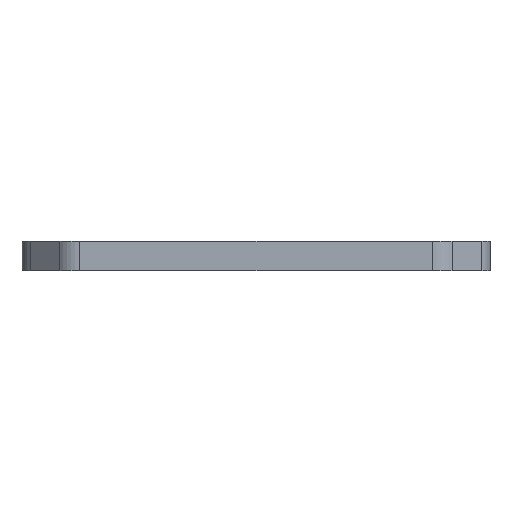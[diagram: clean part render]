
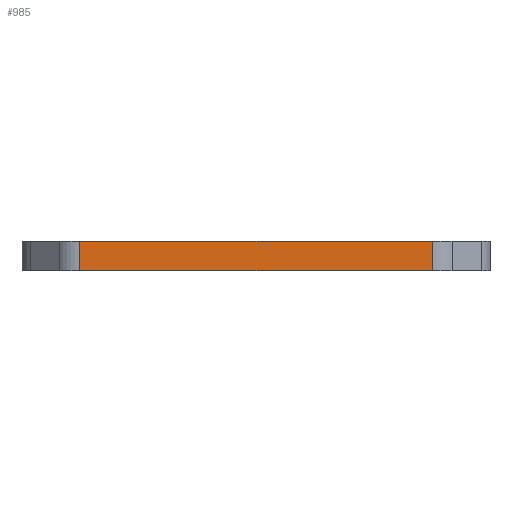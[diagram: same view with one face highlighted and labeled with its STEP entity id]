
A CAD part, left-side view. The second image highlights one B-rep face of the part: STEP entity #985.
In plain terms, the highlighted planar face has unit normal (-1, 0, 0).
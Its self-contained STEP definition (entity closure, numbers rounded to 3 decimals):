
#63 = LINE ( 'NONE', #916, #207 ) ;
#128 = VERTEX_POINT ( 'NONE', #1537 ) ;
#168 = CARTESIAN_POINT ( 'NONE',  ( -38.1, -19.157, -3.175 ) ) ;
#207 = VECTOR ( 'NONE', #766, 1000. ) ;
#222 = VERTEX_POINT ( 'NONE', #306 ) ;
#268 = EDGE_LOOP ( 'NONE', ( #1928, #1911, #1946, #742 ) ) ;
#306 = CARTESIAN_POINT ( 'NONE',  ( -38.1, -19.157, 0. ) ) ;
#389 = LINE ( 'NONE', #869, #1515 ) ;
#400 = VERTEX_POINT ( 'NONE', #168 ) ;
#413 = DIRECTION ( 'NONE',  ( 0., -1., 0. ) ) ;
#515 = VECTOR ( 'NONE', #967, 1000. ) ;
#646 = CARTESIAN_POINT ( 'NONE',  ( -38.1, -25.4, -3.175 ) ) ;
#677 = DIRECTION ( 'NONE',  ( -1., 0., 0. ) ) ;
#687 = CARTESIAN_POINT ( 'NONE',  ( -38.1, -19.157, -3.175 ) ) ;
#742 = ORIENTED_EDGE ( 'NONE', *, *, #1938, .T. ) ;
#766 = DIRECTION ( 'NONE',  ( 0., 0., -1. ) ) ;
#827 = DIRECTION ( 'NONE',  ( 0., -1., 0. ) ) ;
#834 = PLANE ( 'NONE',  #1048 ) ;
#850 = LINE ( 'NONE', #1148, #515 ) ;
#869 = CARTESIAN_POINT ( 'NONE',  ( -38.1, -25.4, -3.175 ) ) ;
#916 = CARTESIAN_POINT ( 'NONE',  ( -38.1, 19.157, -3.175 ) ) ;
#967 = DIRECTION ( 'NONE',  ( 0., -1., 0. ) ) ;
#985 = ADVANCED_FACE ( 'NONE', ( #1961 ), #834, .T. ) ;
#1048 = AXIS2_PLACEMENT_3D ( 'NONE', #646, #677, #827 ) ;
#1148 = CARTESIAN_POINT ( 'NONE',  ( -38.1, -25.4, 0. ) ) ;
#1192 = EDGE_CURVE ( 'NONE', #1408, #400, #389, .T. ) ;
#1389 = CARTESIAN_POINT ( 'NONE',  ( -38.1, 19.157, -3.175 ) ) ;
#1408 = VERTEX_POINT ( 'NONE', #1389 ) ;
#1515 = VECTOR ( 'NONE', #413, 1000. ) ;
#1537 = CARTESIAN_POINT ( 'NONE',  ( -38.1, 19.157, 0. ) ) ;
#1661 = VECTOR ( 'NONE', #1755, 1000. ) ;
#1684 = EDGE_CURVE ( 'NONE', #400, #222, #1852, .T. ) ;
#1708 = EDGE_CURVE ( 'NONE', #128, #222, #850, .T. ) ;
#1755 = DIRECTION ( 'NONE',  ( 0., 0., 1. ) ) ;
#1852 = LINE ( 'NONE', #687, #1661 ) ;
#1911 = ORIENTED_EDGE ( 'NONE', *, *, #1684, .T. ) ;
#1928 = ORIENTED_EDGE ( 'NONE', *, *, #1192, .T. ) ;
#1938 = EDGE_CURVE ( 'NONE', #128, #1408, #63, .T. ) ;
#1946 = ORIENTED_EDGE ( 'NONE', *, *, #1708, .F. ) ;
#1961 = FACE_OUTER_BOUND ( 'NONE', #268, .T. ) ;
